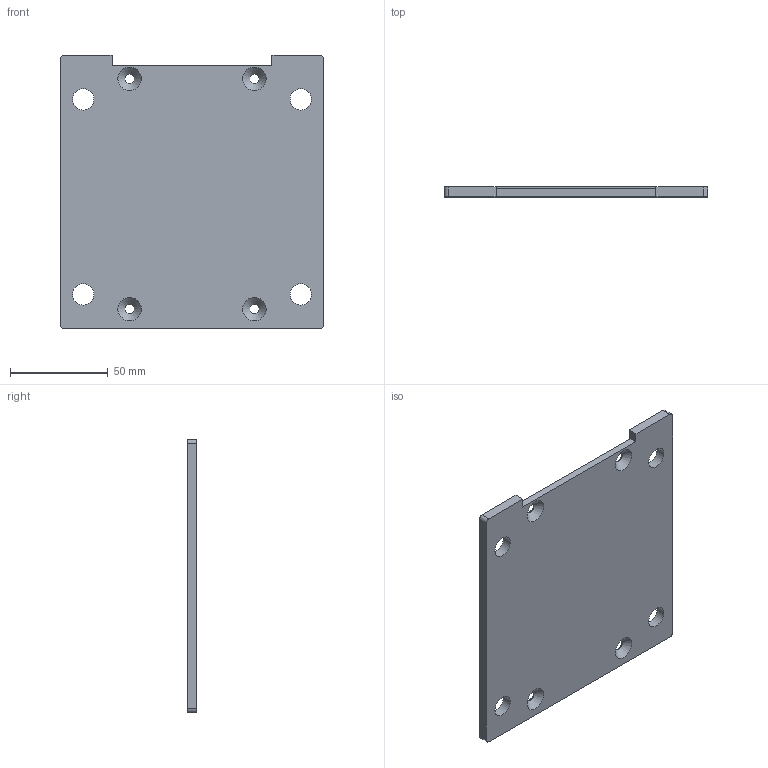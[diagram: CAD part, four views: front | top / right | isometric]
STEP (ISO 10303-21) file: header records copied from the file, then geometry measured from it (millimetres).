
FILE_DESCRIPTION(/* description */ (''),/* implementation_level */ '2;1');
FILE_NAME(/* name */ 'BearingHousing_Base.stp',/* time_stamp */ '2018-02-27T15:50:08+08:00',/* author */ ('P136265'),/* organization */ (''),/* preprocessor_version */ 'ST-DEVELOPER v16.13',/* originating_system */ 'Autodesk Inventor 2018',/* authorisation */ '');
FILE_SCHEMA (('AUTOMOTIVE_DESIGN { 1 0 10303 214 3 1 1 }'));
Length unit declared in the file: millimetre
Products named in the file (1): Part2
Bounding box: 135 x 5 x 140 mm (x, y, z)
Volume: 86783.6 mm3; surface area: 39786 mm2
Topology: 1 solids, 1 shells, 32 faces, 90 edges, 60 vertices
Faces by surface type: plane 16, cylinder 12, cone 4
Full cylindrical faces by diameter (mm): 5 x4, 11 x4
Entity records: 1017 total; most frequent: DIRECTION 168, CARTESIAN_POINT 163, ORIENTED_EDGE 148, EDGE_CURVE 74, AXIS2_PLACEMENT_3D 61, EDGE_LOOP 60, VERTEX_POINT 56, LINE 46
